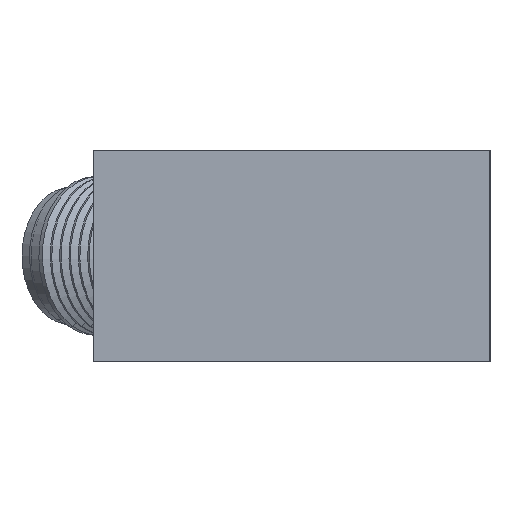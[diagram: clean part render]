
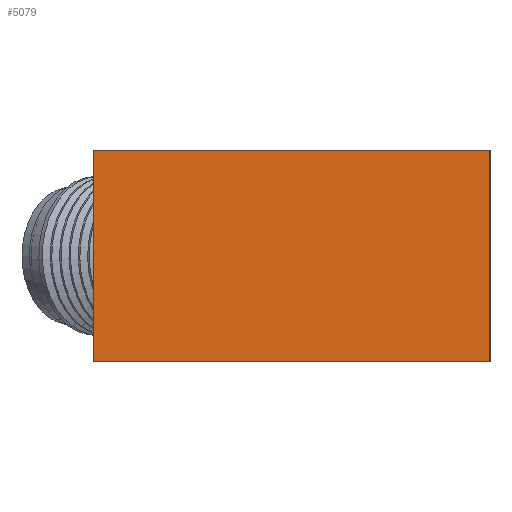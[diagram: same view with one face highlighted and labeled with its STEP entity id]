
A CAD part, left-side view. The second image highlights one B-rep face of the part: STEP entity #5079.
In plain terms, the highlighted planar face has unit normal (-1, 0, 0).
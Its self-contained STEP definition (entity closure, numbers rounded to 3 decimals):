
#4374 = VERTEX_POINT ( 'NONE', #8287 ) ;
#4479 = VERTEX_POINT ( 'NONE', #8374 ) ;
#4495 = EDGE_CURVE ( 'NONE', #4479, #4374, #8447, .T. ) ;
#5079 = ADVANCED_FACE ( 'NONE', ( #9558 ), #9557, .F. ) ;
#5080 = EDGE_LOOP ( 'NONE', ( #5081, #5082, #5191, #5192 ) ) ;
#5081 = ORIENTED_EDGE ( 'NONE', *, *, #5209, .T. ) ;
#5082 = ORIENTED_EDGE ( 'NONE', *, *, #5083, .F. ) ;
#5083 = EDGE_CURVE ( 'NONE', #4374, #5093, #9552, .T. ) ;
#5093 = VERTEX_POINT ( 'NONE', #9528 ) ;
#5191 = ORIENTED_EDGE ( 'NONE', *, *, #4495, .F. ) ;
#5192 = ORIENTED_EDGE ( 'NONE', *, *, #5193, .T. ) ;
#5193 = EDGE_CURVE ( 'NONE', #4479, #5210, #9750, .T. ) ;
#5209 = EDGE_CURVE ( 'NONE', #5210, #5093, #9815, .T. ) ;
#5210 = VERTEX_POINT ( 'NONE', #9811 ) ;
#8287 = CARTESIAN_POINT ( 'NONE',  ( 0., 0., 8. ) ) ;
#8374 = CARTESIAN_POINT ( 'NONE',  ( 0., 30., 8. ) ) ;
#8444 = DIRECTION ( 'NONE',  ( 0., -1., 0. ) ) ;
#8445 = VECTOR ( 'NONE', #8444, 1000. ) ;
#8446 = CARTESIAN_POINT ( 'NONE',  ( 0., 0., 8. ) ) ;
#8447 = LINE ( 'NONE', #8446, #8445 ) ;
#9528 = CARTESIAN_POINT ( 'NONE',  ( 0., 0., -8. ) ) ;
#9549 = DIRECTION ( 'NONE',  ( 0., 0., -1. ) ) ;
#9550 = VECTOR ( 'NONE', #9549, 1000. ) ;
#9551 = CARTESIAN_POINT ( 'NONE',  ( 0., 0., 8. ) ) ;
#9552 = LINE ( 'NONE', #9551, #9550 ) ;
#9553 = DIRECTION ( 'NONE',  ( 0., 0., -1. ) ) ;
#9554 = DIRECTION ( 'NONE',  ( 1., 0., 0. ) ) ;
#9555 = CARTESIAN_POINT ( 'NONE',  ( 0., 0., 8. ) ) ;
#9556 = AXIS2_PLACEMENT_3D ( 'NONE', #9555, #9554, #9553 ) ;
#9557 = PLANE ( 'NONE',  #9556 ) ;
#9558 = FACE_OUTER_BOUND ( 'NONE', #5080, .T. ) ;
#9747 = DIRECTION ( 'NONE',  ( 0., 0., -1. ) ) ;
#9748 = VECTOR ( 'NONE', #9747, 1000. ) ;
#9749 = CARTESIAN_POINT ( 'NONE',  ( 0., 30., 8. ) ) ;
#9750 = LINE ( 'NONE', #9749, #9748 ) ;
#9811 = CARTESIAN_POINT ( 'NONE',  ( 0., 30., -8. ) ) ;
#9812 = DIRECTION ( 'NONE',  ( 0., -1., 0. ) ) ;
#9813 = VECTOR ( 'NONE', #9812, 1000. ) ;
#9814 = CARTESIAN_POINT ( 'NONE',  ( 0., 0., -8. ) ) ;
#9815 = LINE ( 'NONE', #9814, #9813 ) ;
